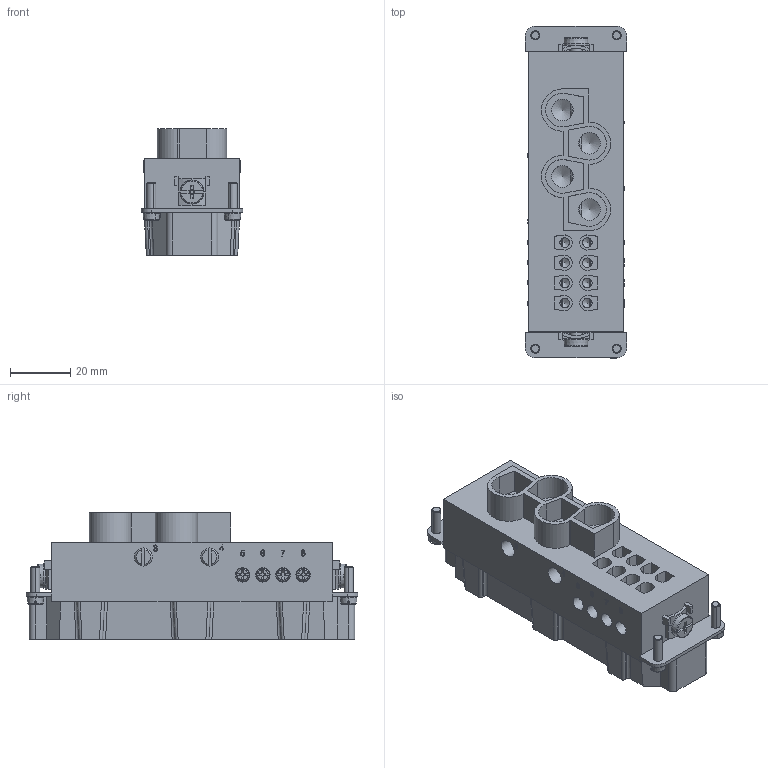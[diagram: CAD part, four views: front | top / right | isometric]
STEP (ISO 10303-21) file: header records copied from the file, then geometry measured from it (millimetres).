
FILE_DESCRIPTION(/* description */ (''),/* implementation_level */ '2;1');
FILE_NAME(/* name */ 'c146 10a012 100 13nxc001-04.stp',/* time_stamp */ '2020-03-25T11:19:45+01:00',/* author */ (''),/* organization */ (''),/* preprocessor_version */ 'ST-DEVELOPER v16.7',/* originating_system */ 'SIEMENS PLM Software NX 12.0',/* authorisation */ '');
FILE_SCHEMA (('AUTOMOTIVE_DESIGN { 1 0 10303 214 3 1 1 1 }'));
Products named in the file (1): c146 10a012 100 13nxc001-04
Bounding box: 33.8 x 110.2 x 42 mm (x, y, z)
Volume: 68391.5 mm3; surface area: 29225.5 mm2
Topology: 1 solids, 1 shells, 1700 faces, 4393 edges, 2901 vertices
Faces by surface type: plane 1022, extrusion 290, cylinder 220, cone 88, torus 64, bspline 8, sphere 8
Full cylindrical faces by diameter (mm): 2.5 x8, 3.2 x8, 4 x4, 4.8 x8, 5.8 x8, 6 x8, 7.2 x4, 8 x2, 10.8 x4
Entity records: 60456 total; most frequent: CARTESIAN_POINT 21841, ORIENTED_EDGE 8354, DIRECTION 6177, EDGE_CURVE 4177, VERTEX_POINT 2805, VECTOR 2167, EDGE_LOOP 2014, AXIS2_PLACEMENT_3D 2005
